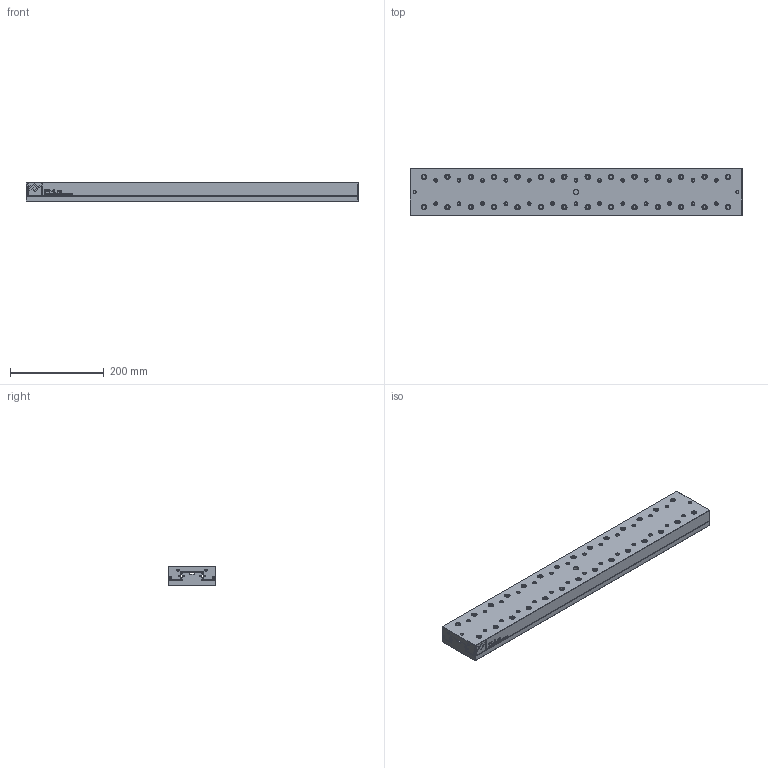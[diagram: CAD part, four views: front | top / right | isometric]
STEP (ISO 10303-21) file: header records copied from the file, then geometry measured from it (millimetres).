
FILE_DESCRIPTION(/* description */ (''),/* implementation_level */ '2;1');
FILE_NAME(/* name */ 'RTA-6700.stp',/* time_stamp */ '2024-09-11T12:18:38+02:00',/* author */ (''),/* organization */ (''),/* preprocessor_version */ 'ST-DEVELOPER v16.7',/* originating_system */ 'SIEMENS PLM Software NX 12.0',/* authorisation */ '');
FILE_SCHEMA (('AUTOMOTIVE_DESIGN { 1 0 10303 214 3 1 1 1 }'));
Length unit declared in the file: millimetre
Products named in the file (1): RTA-6700_stp
Bounding box: 710 x 100 x 40 mm (x, y, z)
Volume: 2648336.5 mm3; surface area: 447649.6 mm2
Topology: 2 solids, 2 shells, 1764 faces, 4231 edges, 2719 vertices
Faces by surface type: plane 1186, cone 209, cylinder 189, bspline 180
Full cylindrical faces by diameter (mm): 4 x8, 6 x42, 6.8 x12, 10 x56, 11 x65
Entity records: 53130 total; most frequent: CARTESIAN_POINT 10687, ORIENTED_EDGE 7554, DIRECTION 7192, EDGE_CURVE 3777, LINE 2812, VECTOR 2812, VERTEX_POINT 2661, EDGE_LOOP 2474
